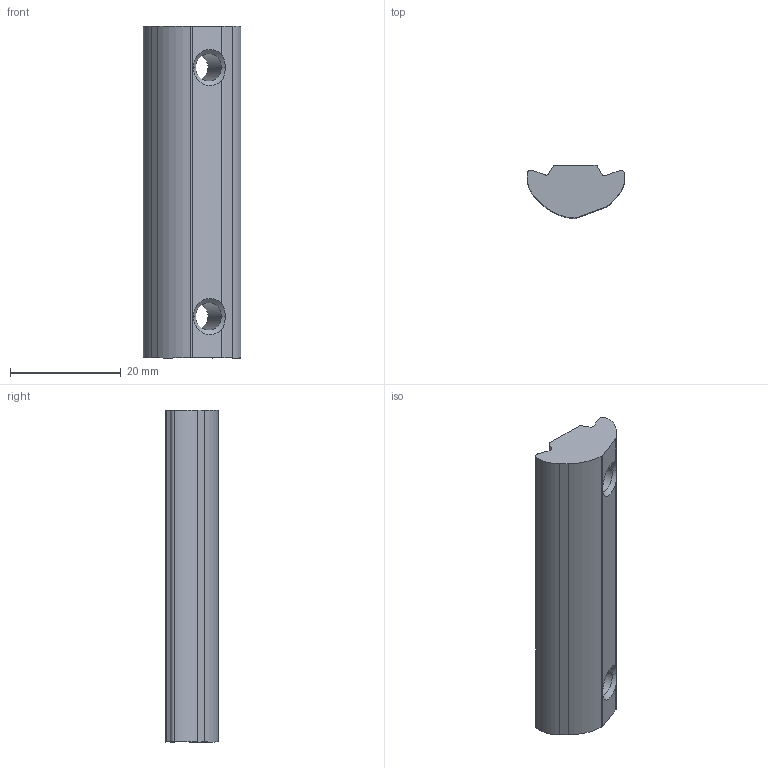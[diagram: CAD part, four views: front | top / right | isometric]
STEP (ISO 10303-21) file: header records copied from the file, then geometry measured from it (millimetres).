
FILE_DESCRIPTION (( 'STEP AP214' ), '1' );
FILE_NAME ('M6 60mm 2-Hole Angle Nut(40HAN-3407-005-00).step', '2023-08-31T19:08:41', ( '' ), ( '' ), 'SwSTEP 2.0', 'SolidWorks 2020', '' );
FILE_SCHEMA (( 'AUTOMOTIVE_DESIGN' ));
Length unit declared in the file: millimetre
Products named in the file (1): M6 60mm 2-Hole Angle Nut(40HAN-3407-005-00)
Bounding box: 17.67 x 9.54 x 60 mm (x, y, z)
Volume: 6963.9 mm3; surface area: 3231.1 mm2
Topology: 1 solids, 1 shells, 32 faces, 92 edges, 60 vertices
Faces by surface type: cylinder 18, plane 10, cone 4
Entity records: 1110 total; most frequent: CARTESIAN_POINT 229, ORIENTED_EDGE 184, DIRECTION 178, EDGE_CURVE 92, AXIS2_PLACEMENT_3D 65, VERTEX_POINT 60, VECTOR 48, LINE 48
